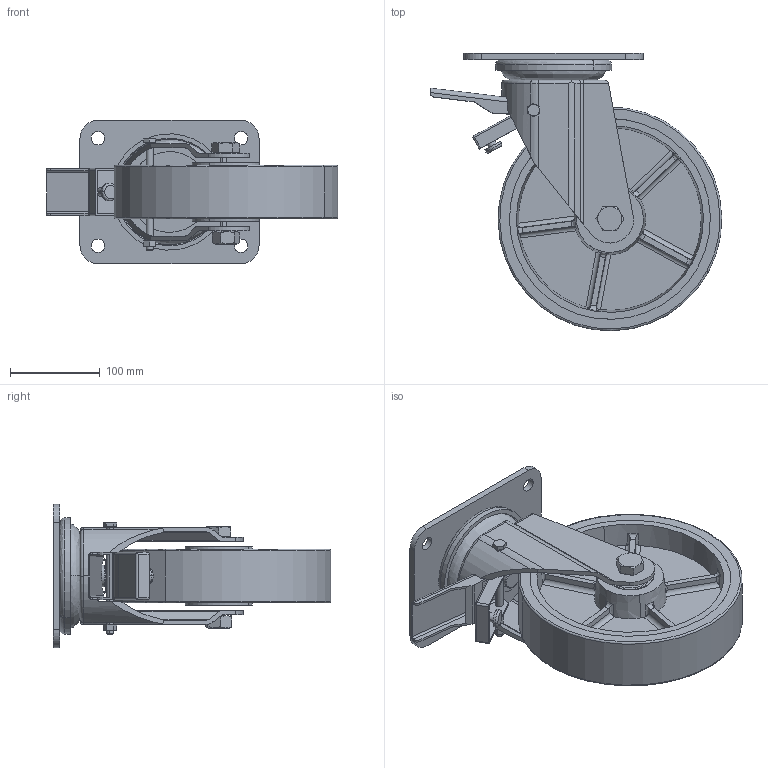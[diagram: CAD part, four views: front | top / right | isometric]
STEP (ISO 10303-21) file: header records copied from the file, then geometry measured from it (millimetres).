
FILE_DESCRIPTION (( 'STEP AP214' ), '1' );
FILE_NAME ('0012050.step', '2023-04-18T08:46:01', ( '' ), ( '' ), 'SwSTEP 2.0', 'SolidWorks 2020', '' );
FILE_SCHEMA (( 'AUTOMOTIVE_DESIGN' ));
Length unit declared in the file: millimetre
Products named in the file (1): 0012050
Bounding box: 325.66 x 309.96 x 160 mm (x, y, z)
Surface area: 500049.5 mm2 (no closed solid volume)
Topology: 0 solids, 24 shells, 369 faces, 1128 edges, 771 vertices
Faces by surface type: plane 137, cylinder 93, bspline 66, cone 57, torus 16
Entity records: 30444 total; most frequent: CARTESIAN_POINT 17199, ORIENTED_EDGE 2059, DIRECTION 1589, EDGE_CURVE 1128, VERTEX_POINT 771, AXIS2_PLACEMENT_3D 610, B_SPLINE_CURVE_WITH_KNOTS 409, EDGE_LOOP 408
